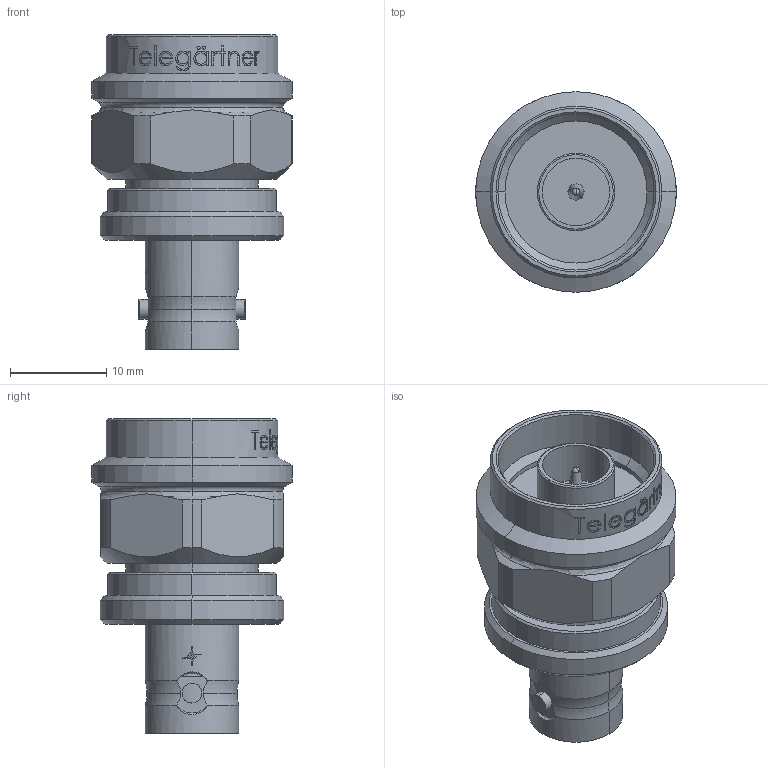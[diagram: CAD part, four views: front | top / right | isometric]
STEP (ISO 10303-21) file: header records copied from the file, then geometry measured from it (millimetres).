
FILE_DESCRIPTION (( 'STEP AP214' ), '1' );
FILE_NAME ('J01008C0825.STEP', '2013-02-04T15:20:50', ( 'Wartung1' ), ( '' ), 'SwSTEP 2.0', 'SolidWorks 2012', '' );
FILE_SCHEMA (( 'AUTOMOTIVE_DESIGN' ));
Length unit declared in the file: millimetre
Products named in the file (1): J01008C0825
Bounding box: 20.8 x 20.8 x 32.62 mm (x, y, z)
Volume: 5454.2 mm3; surface area: 3162 mm2
Topology: 1 solids, 1 shells, 339 faces, 853 edges, 556 vertices
Faces by surface type: plane 117, bspline 83, cylinder 78, cone 47, torus 12, sphere 2
Entity records: 21885 total; most frequent: CARTESIAN_POINT 10869, ORIENTED_EDGE 1706, DIRECTION 1241, EDGE_CURVE 853, VERTEX_POINT 556, AXIS2_PLACEMENT_3D 491, EDGE_LOOP 379, FACE_OUTER_BOUND 339
